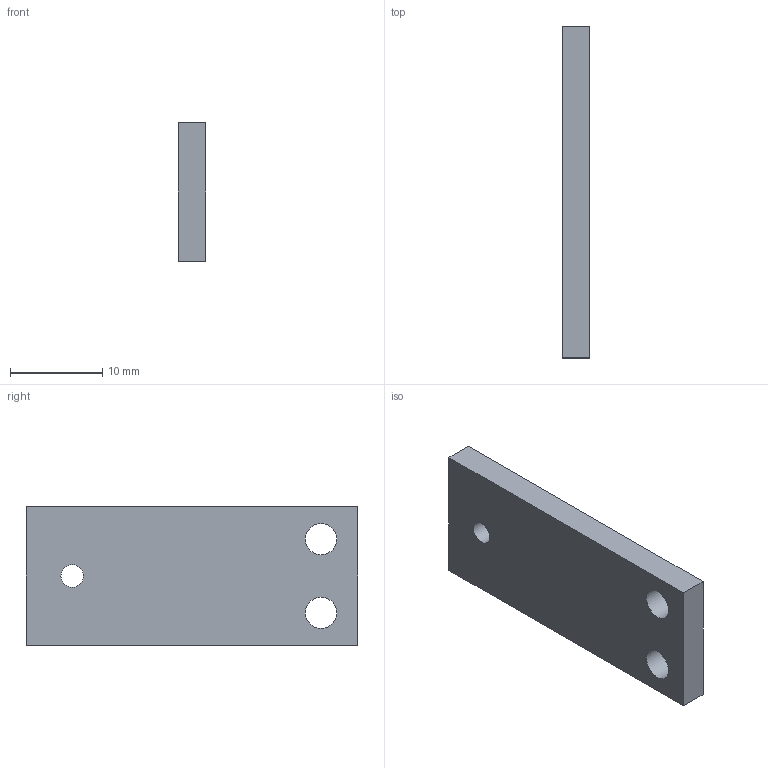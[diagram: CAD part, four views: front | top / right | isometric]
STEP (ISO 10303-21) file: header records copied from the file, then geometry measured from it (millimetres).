
FILE_DESCRIPTION(/* description */ (''),/* implementation_level */ '2;1');
FILE_NAME(/* name */ 'GSE-1201-047-001-A (Screw plate).stp',/* time_stamp */ '2019-11-25T11:53:53+01:00',/* author */ ('louis.petitjean'),/* organization */ ('EXOTRAIL'),/* preprocessor_version */ 'ST-DEVELOPER v18',/* originating_system */ 'Autodesk Inventor 2020',/* authorisation */ '');
FILE_SCHEMA (('AUTOMOTIVE_DESIGN { 1 0 10303 214 3 1 1 }'));
Length unit declared in the file: millimetre
Products named in the file (1): GSE-1201-047-001-A
Bounding box: 3 x 36 x 15 mm (x, y, z)
Volume: 1551.3 mm3; surface area: 1427.4 mm2
Topology: 1 solids, 1 shells, 9 faces, 24 edges, 17 vertices
Faces by surface type: plane 6, cylinder 3
Full cylindrical faces by diameter (mm): 2.459 x1, 3.4 x2
Entity records: 344 total; most frequent: DIRECTION 53, CARTESIAN_POINT 51, ORIENTED_EDGE 48, EDGE_CURVE 24, AXIS2_PLACEMENT_3D 19, VERTEX_POINT 17, EDGE_LOOP 15, LINE 15
